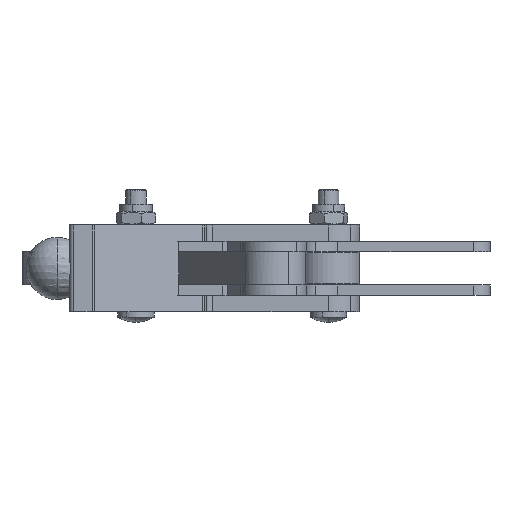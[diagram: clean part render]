
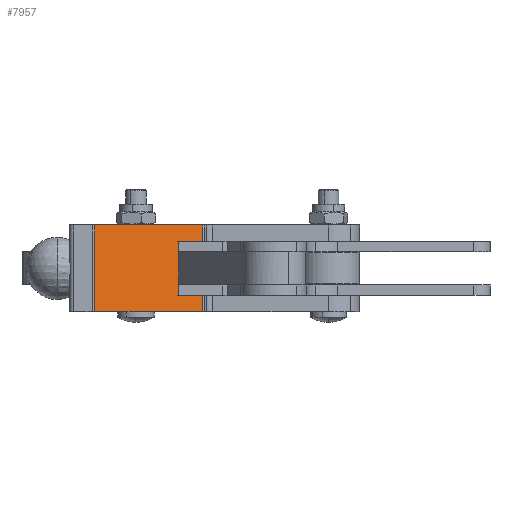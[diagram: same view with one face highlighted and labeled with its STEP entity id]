
A CAD part, left-side view. The second image highlights one B-rep face of the part: STEP entity #7957.
In plain terms, the highlighted planar face has unit normal (-0.926, -0.378, 0).
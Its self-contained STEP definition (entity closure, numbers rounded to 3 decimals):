
#7926=AXIS2_PLACEMENT_3D('Plane Axis2P3D',#7923,#7924,#7925) ;
#6487=CARTESIAN_POINT('Vertex',(-44.185,591.291,29.)) ;
#6490=CARTESIAN_POINT('Line Origine',(-44.185,591.291,20.6)) ;
#6494=CARTESIAN_POINT('Vertex',(-44.185,591.291,21.)) ;
#6520=CARTESIAN_POINT('Vertex',(-65.468,643.444,21.)) ;
#6523=CARTESIAN_POINT('Line Origine',(-65.468,643.444,18.9)) ;
#6527=CARTESIAN_POINT('Vertex',(-65.468,643.444,63.)) ;
#6605=CARTESIAN_POINT('Line Origine',(-54.827,617.368,21.)) ;
#7403=CARTESIAN_POINT('Line Origine',(-54.827,617.368,63.)) ;
#7407=CARTESIAN_POINT('Vertex',(-44.185,591.291,63.)) ;
#7903=CARTESIAN_POINT('Line Origine',(-44.185,591.291,54.6)) ;
#7907=CARTESIAN_POINT('Vertex',(-44.185,591.291,55.)) ;
#7923=CARTESIAN_POINT('Axis2P3D Location',(-43.121,588.683,18.9)) ;
#7928=CARTESIAN_POINT('Line Origine',(-46.568,597.128,29.)) ;
#7932=CARTESIAN_POINT('Vertex',(-48.95,602.966,29.)) ;
#7935=CARTESIAN_POINT('Line Origine',(-48.95,602.966,42.)) ;
#7939=CARTESIAN_POINT('Vertex',(-48.95,602.966,55.)) ;
#7942=CARTESIAN_POINT('Line Origine',(-46.568,597.128,55.)) ;
#6491=DIRECTION('Vector Direction',(0.,0.,1.)) ;
#6524=DIRECTION('Vector Direction',(0.,0.,1.)) ;
#6606=DIRECTION('Vector Direction',(0.378,-0.926,0.)) ;
#7404=DIRECTION('Vector Direction',(0.378,-0.926,0.)) ;
#7904=DIRECTION('Vector Direction',(0.,0.,1.)) ;
#7924=DIRECTION('Axis2P3D Direction',(-0.926,-0.378,0.)) ;
#7925=DIRECTION('Axis2P3D XDirection',(0.,0.,1.)) ;
#7929=DIRECTION('Vector Direction',(-0.378,0.926,0.)) ;
#7936=DIRECTION('Vector Direction',(0.,0.,1.)) ;
#7943=DIRECTION('Vector Direction',(0.378,-0.926,0.)) ;
#6492=VECTOR('Line Direction',#6491,1.) ;
#6525=VECTOR('Line Direction',#6524,1.) ;
#6607=VECTOR('Line Direction',#6606,1.) ;
#7405=VECTOR('Line Direction',#7404,1.) ;
#7905=VECTOR('Line Direction',#7904,1.) ;
#7930=VECTOR('Line Direction',#7929,1.) ;
#7937=VECTOR('Line Direction',#7936,1.) ;
#7944=VECTOR('Line Direction',#7943,1.) ;
#7948=ORIENTED_EDGE('',*,*,#6529,.F.) ;
#7949=ORIENTED_EDGE('',*,*,#6609,.T.) ;
#7950=ORIENTED_EDGE('',*,*,#6496,.T.) ;
#7951=ORIENTED_EDGE('',*,*,#7934,.T.) ;
#7952=ORIENTED_EDGE('',*,*,#7941,.T.) ;
#7953=ORIENTED_EDGE('',*,*,#7946,.T.) ;
#7954=ORIENTED_EDGE('',*,*,#7909,.T.) ;
#7955=ORIENTED_EDGE('',*,*,#7409,.T.) ;
#7957=ADVANCED_FACE('MODULSPANNER_TS_V_HD_2500_BW16_1_181_357838',(#7956),#7927,.T.) ;
#6496=EDGE_CURVE('',#6495,#6488,#6493,.T.) ;
#6529=EDGE_CURVE('',#6521,#6528,#6526,.T.) ;
#6609=EDGE_CURVE('',#6521,#6495,#6608,.T.) ;
#7409=EDGE_CURVE('',#7408,#6528,#7406,.F.) ;
#7909=EDGE_CURVE('',#7908,#7408,#7906,.T.) ;
#7934=EDGE_CURVE('',#6488,#7933,#7931,.T.) ;
#7941=EDGE_CURVE('',#7933,#7940,#7938,.T.) ;
#7946=EDGE_CURVE('',#7940,#7908,#7945,.T.) ;
#7947=EDGE_LOOP('',(#7948,#7949,#7950,#7951,#7952,#7953,#7954,#7955)) ;
#7956=FACE_OUTER_BOUND('',#7947,.T.) ;
#6493=LINE('Line',#6490,#6492) ;
#6526=LINE('Line',#6523,#6525) ;
#6608=LINE('Line',#6605,#6607) ;
#7406=LINE('Line',#7403,#7405) ;
#7906=LINE('Line',#7903,#7905) ;
#7931=LINE('Line',#7928,#7930) ;
#7938=LINE('Line',#7935,#7937) ;
#7945=LINE('Line',#7942,#7944) ;
#7927=PLANE('Plane',#7926) ;
#6488=VERTEX_POINT('',#6487) ;
#6495=VERTEX_POINT('',#6494) ;
#6521=VERTEX_POINT('',#6520) ;
#6528=VERTEX_POINT('',#6527) ;
#7408=VERTEX_POINT('',#7407) ;
#7908=VERTEX_POINT('',#7907) ;
#7933=VERTEX_POINT('',#7932) ;
#7940=VERTEX_POINT('',#7939) ;
